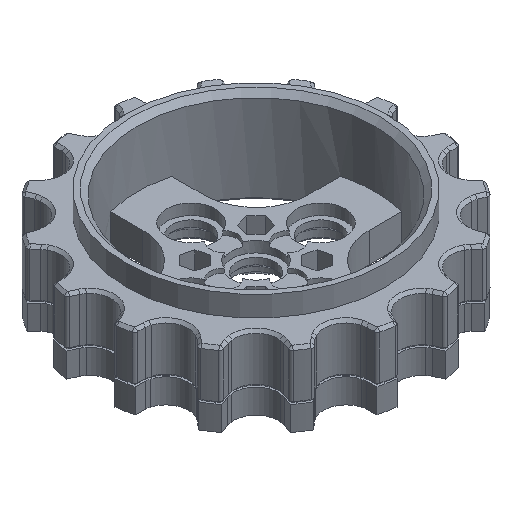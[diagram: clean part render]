
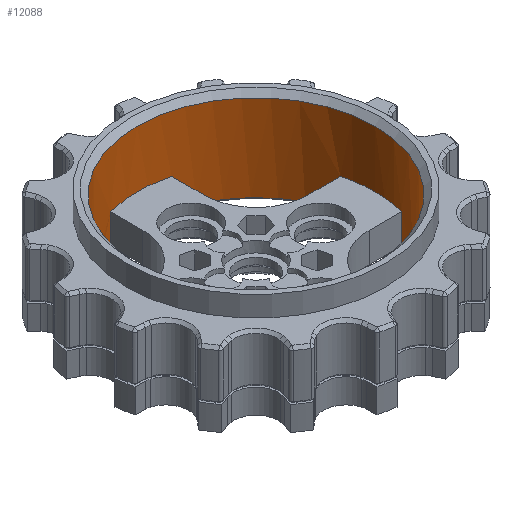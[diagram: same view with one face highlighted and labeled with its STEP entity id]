
A CAD part, isometric view. The second image highlights one B-rep face of the part: STEP entity #12088.
In plain terms, the highlighted cylindrical face has radius 22 mm (diameter 44 mm), a full revolution.
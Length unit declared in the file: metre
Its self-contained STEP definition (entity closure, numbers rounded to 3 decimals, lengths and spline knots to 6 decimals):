
#246=CYLINDRICAL_SURFACE('',#13494,0.022);
#1277=LINE('',#20951,#2169);
#1278=LINE('',#20966,#2170);
#1279=LINE('',#20981,#2171);
#1280=LINE('',#20996,#2172);
#2169=VECTOR('',#17013,1.);
#2170=VECTOR('',#17016,1.);
#2171=VECTOR('',#17019,1.);
#2172=VECTOR('',#17022,1.);
#2361=B_SPLINE_CURVE_WITH_KNOTS('',3,(#20940,#20941,#20942,#20943),
 .UNSPECIFIED.,.F.,.F.,(4,4),(0.,1.),.UNSPECIFIED.);
#2362=B_SPLINE_CURVE_WITH_KNOTS('',3,(#20945,#20946,#20947,#20948,#20949),
 .UNSPECIFIED.,.F.,.F.,(4,1,4),(0.,0.5,1.),.UNSPECIFIED.);
#2363=B_SPLINE_CURVE_WITH_KNOTS('',3,(#20955,#20956,#20957,#20958),
 .UNSPECIFIED.,.F.,.F.,(4,4),(0.,1.),.UNSPECIFIED.);
#2364=B_SPLINE_CURVE_WITH_KNOTS('',3,(#20960,#20961,#20962,#20963,#20964),
 .UNSPECIFIED.,.F.,.F.,(4,1,4),(0.,0.5,1.),.UNSPECIFIED.);
#2365=B_SPLINE_CURVE_WITH_KNOTS('',3,(#20970,#20971,#20972,#20973),
 .UNSPECIFIED.,.F.,.F.,(4,4),(0.,1.),.UNSPECIFIED.);
#2366=B_SPLINE_CURVE_WITH_KNOTS('',3,(#20975,#20976,#20977,#20978,#20979),
 .UNSPECIFIED.,.F.,.F.,(4,1,4),(0.,0.5,1.),.UNSPECIFIED.);
#2367=B_SPLINE_CURVE_WITH_KNOTS('',3,(#20985,#20986,#20987,#20988),
 .UNSPECIFIED.,.F.,.F.,(4,4),(0.,1.),.UNSPECIFIED.);
#2368=B_SPLINE_CURVE_WITH_KNOTS('',3,(#20990,#20991,#20992,#20993,#20994),
 .UNSPECIFIED.,.F.,.F.,(4,1,4),(0.,0.5,1.),.UNSPECIFIED.);
#5416=ORIENTED_EDGE('',*,*,#7530,.F.);
#5417=ORIENTED_EDGE('',*,*,#7531,.T.);
#5418=ORIENTED_EDGE('',*,*,#7532,.T.);
#5419=ORIENTED_EDGE('',*,*,#7533,.F.);
#5420=ORIENTED_EDGE('',*,*,#7534,.F.);
#5421=ORIENTED_EDGE('',*,*,#7535,.T.);
#5422=ORIENTED_EDGE('',*,*,#7536,.T.);
#5423=ORIENTED_EDGE('',*,*,#7537,.F.);
#5424=ORIENTED_EDGE('',*,*,#7538,.F.);
#5425=ORIENTED_EDGE('',*,*,#7539,.T.);
#5426=ORIENTED_EDGE('',*,*,#7540,.T.);
#5427=ORIENTED_EDGE('',*,*,#7541,.F.);
#5428=ORIENTED_EDGE('',*,*,#7542,.F.);
#5429=ORIENTED_EDGE('',*,*,#7543,.T.);
#5430=ORIENTED_EDGE('',*,*,#7544,.T.);
#5431=ORIENTED_EDGE('',*,*,#7545,.F.);
#5432=ORIENTED_EDGE('',*,*,#7529,.F.);
#7529=EDGE_CURVE('',#8749,#8749,#9597,.T.);
#7530=EDGE_CURVE('',#8750,#8751,#9598,.T.);
#7531=EDGE_CURVE('',#8750,#8752,#2361,.F.);
#7532=EDGE_CURVE('',#8752,#8753,#2362,.T.);
#7533=EDGE_CURVE('',#8754,#8753,#1277,.T.);
#7534=EDGE_CURVE('',#8755,#8754,#9599,.T.);
#7535=EDGE_CURVE('',#8755,#8756,#2363,.F.);
#7536=EDGE_CURVE('',#8756,#8757,#2364,.T.);
#7537=EDGE_CURVE('',#8758,#8757,#1278,.T.);
#7538=EDGE_CURVE('',#8759,#8758,#9600,.T.);
#7539=EDGE_CURVE('',#8759,#8760,#2365,.F.);
#7540=EDGE_CURVE('',#8760,#8761,#2366,.T.);
#7541=EDGE_CURVE('',#8762,#8761,#1279,.T.);
#7542=EDGE_CURVE('',#8763,#8762,#9601,.T.);
#7543=EDGE_CURVE('',#8763,#8764,#2367,.F.);
#7544=EDGE_CURVE('',#8764,#8765,#2368,.T.);
#7545=EDGE_CURVE('',#8751,#8765,#1280,.T.);
#8749=VERTEX_POINT('',#20935);
#8750=VERTEX_POINT('',#20938);
#8751=VERTEX_POINT('',#20939);
#8752=VERTEX_POINT('',#20944);
#8753=VERTEX_POINT('',#20950);
#8754=VERTEX_POINT('',#20952);
#8755=VERTEX_POINT('',#20954);
#8756=VERTEX_POINT('',#20959);
#8757=VERTEX_POINT('',#20965);
#8758=VERTEX_POINT('',#20967);
#8759=VERTEX_POINT('',#20969);
#8760=VERTEX_POINT('',#20974);
#8761=VERTEX_POINT('',#20980);
#8762=VERTEX_POINT('',#20982);
#8763=VERTEX_POINT('',#20984);
#8764=VERTEX_POINT('',#20989);
#8765=VERTEX_POINT('',#20995);
#9597=CIRCLE('',#13493,0.022);
#9598=CIRCLE('',#13495,0.022);
#9599=CIRCLE('',#13496,0.022);
#9600=CIRCLE('',#13497,0.022);
#9601=CIRCLE('',#13498,0.022);
#10301=EDGE_LOOP('',(#5416,#5417,#5418,#5419,#5420,#5421,#5422,#5423,#5424,
#5425,#5426,#5427,#5428,#5429,#5430,#5431));
#10302=EDGE_LOOP('',(#5432));
#11089=FACE_BOUND('',#10301,.T.);
#11090=FACE_BOUND('',#10302,.T.);
#12088=ADVANCED_FACE('',(#11089,#11090),#246,.F.);
#13493=AXIS2_PLACEMENT_3D('',#20934,#17007,#17008);
#13494=AXIS2_PLACEMENT_3D('',#20936,#17009,#17010);
#13495=AXIS2_PLACEMENT_3D('',#20937,#17011,#17012);
#13496=AXIS2_PLACEMENT_3D('',#20953,#17014,#17015);
#13497=AXIS2_PLACEMENT_3D('',#20968,#17017,#17018);
#13498=AXIS2_PLACEMENT_3D('',#20983,#17020,#17021);
#17007=DIRECTION('',(0.,0.,-1.));
#17008=DIRECTION('',(1.,0.,0.));
#17009=DIRECTION('',(0.,0.,1.));
#17010=DIRECTION('',(1.,0.,0.));
#17011=DIRECTION('',(0.,0.,1.));
#17012=DIRECTION('',(1.,0.,0.));
#17013=DIRECTION('',(0.,0.,-1.));
#17014=DIRECTION('',(0.,0.,1.));
#17015=DIRECTION('',(-0.257,-0.966,0.));
#17016=DIRECTION('',(0.,0.,-1.));
#17017=DIRECTION('',(0.,0.,1.));
#17018=DIRECTION('',(-0.966,0.257,0.));
#17019=DIRECTION('',(0.,0.,-1.));
#17020=DIRECTION('',(0.,0.,1.));
#17021=DIRECTION('',(0.257,0.966,0.));
#17022=DIRECTION('',(0.,0.,-1.));
#20934=CARTESIAN_POINT('',(0.,0.,0.0075));
#20935=CARTESIAN_POINT('',(0.022,0.,0.0075));
#20936=CARTESIAN_POINT('',(0.,0.,0.009));
#20937=CARTESIAN_POINT('',(0.,0.,-0.003));
#20938=CARTESIAN_POINT('',(0.02126,-0.005657,-0.003));
#20939=CARTESIAN_POINT('',(0.02126,0.005657,-0.003));
#20940=CARTESIAN_POINT('',(0.02126,-0.005657,-0.0085));
#20941=CARTESIAN_POINT('',(0.02126,-0.005657,-0.006666));
#20942=CARTESIAN_POINT('',(0.02126,-0.005657,-0.004833));
#20943=CARTESIAN_POINT('',(0.02126,-0.005657,-0.003));
#20944=CARTESIAN_POINT('',(0.02126,-0.005657,-0.0085));
#20945=CARTESIAN_POINT('',(0.02126,-0.005657,-0.0085));
#20946=CARTESIAN_POINT('',(0.02027,-0.00938,-0.0085));
#20947=CARTESIAN_POINT('',(0.016288,-0.016288,-0.0085));
#20948=CARTESIAN_POINT('',(0.00938,-0.02027,-0.0085));
#20949=CARTESIAN_POINT('',(0.005657,-0.02126,-0.0085));
#20950=CARTESIAN_POINT('',(0.005657,-0.02126,-0.0085));
#20951=CARTESIAN_POINT('',(0.005657,-0.02126,-0.003));
#20952=CARTESIAN_POINT('',(0.005657,-0.02126,-0.003));
#20953=CARTESIAN_POINT('',(0.,0.,-0.003));
#20954=CARTESIAN_POINT('',(-0.005657,-0.02126,-0.003));
#20955=CARTESIAN_POINT('',(-0.005657,-0.02126,-0.0085));
#20956=CARTESIAN_POINT('',(-0.005657,-0.02126,-0.006667));
#20957=CARTESIAN_POINT('',(-0.005657,-0.02126,-0.004833));
#20958=CARTESIAN_POINT('',(-0.005657,-0.02126,-0.003));
#20959=CARTESIAN_POINT('',(-0.005657,-0.02126,-0.0085));
#20960=CARTESIAN_POINT('',(-0.005657,-0.02126,-0.0085));
#20961=CARTESIAN_POINT('',(-0.00938,-0.02027,-0.0085));
#20962=CARTESIAN_POINT('',(-0.016288,-0.016288,-0.0085));
#20963=CARTESIAN_POINT('',(-0.02027,-0.00938,-0.0085));
#20964=CARTESIAN_POINT('',(-0.02126,-0.005657,-0.0085));
#20965=CARTESIAN_POINT('',(-0.02126,-0.005657,-0.0085));
#20966=CARTESIAN_POINT('',(-0.02126,-0.005657,-0.003));
#20967=CARTESIAN_POINT('',(-0.02126,-0.005657,-0.003));
#20968=CARTESIAN_POINT('',(0.,0.,-0.003));
#20969=CARTESIAN_POINT('',(-0.02126,0.005657,-0.003));
#20970=CARTESIAN_POINT('',(-0.02126,0.005657,-0.0085));
#20971=CARTESIAN_POINT('',(-0.02126,0.005657,-0.006666));
#20972=CARTESIAN_POINT('',(-0.02126,0.005657,-0.004833));
#20973=CARTESIAN_POINT('',(-0.02126,0.005657,-0.003));
#20974=CARTESIAN_POINT('',(-0.02126,0.005657,-0.0085));
#20975=CARTESIAN_POINT('',(-0.02126,0.005657,-0.0085));
#20976=CARTESIAN_POINT('',(-0.02027,0.00938,-0.0085));
#20977=CARTESIAN_POINT('',(-0.016288,0.016288,-0.0085));
#20978=CARTESIAN_POINT('',(-0.00938,0.02027,-0.0085));
#20979=CARTESIAN_POINT('',(-0.005657,0.02126,-0.0085));
#20980=CARTESIAN_POINT('',(-0.005657,0.02126,-0.0085));
#20981=CARTESIAN_POINT('',(-0.005657,0.02126,-0.003));
#20982=CARTESIAN_POINT('',(-0.005657,0.02126,-0.003));
#20983=CARTESIAN_POINT('',(0.,0.,-0.003));
#20984=CARTESIAN_POINT('',(0.005657,0.02126,-0.003));
#20985=CARTESIAN_POINT('',(0.005657,0.02126,-0.0085));
#20986=CARTESIAN_POINT('',(0.005657,0.02126,-0.006667));
#20987=CARTESIAN_POINT('',(0.005657,0.02126,-0.004833));
#20988=CARTESIAN_POINT('',(0.005657,0.02126,-0.003));
#20989=CARTESIAN_POINT('',(0.005657,0.02126,-0.0085));
#20990=CARTESIAN_POINT('',(0.005657,0.02126,-0.0085));
#20991=CARTESIAN_POINT('',(0.00938,0.02027,-0.0085));
#20992=CARTESIAN_POINT('',(0.016288,0.016288,-0.0085));
#20993=CARTESIAN_POINT('',(0.02027,0.00938,-0.0085));
#20994=CARTESIAN_POINT('',(0.02126,0.005657,-0.0085));
#20995=CARTESIAN_POINT('',(0.02126,0.005657,-0.0085));
#20996=CARTESIAN_POINT('',(0.02126,0.005657,-0.003));
